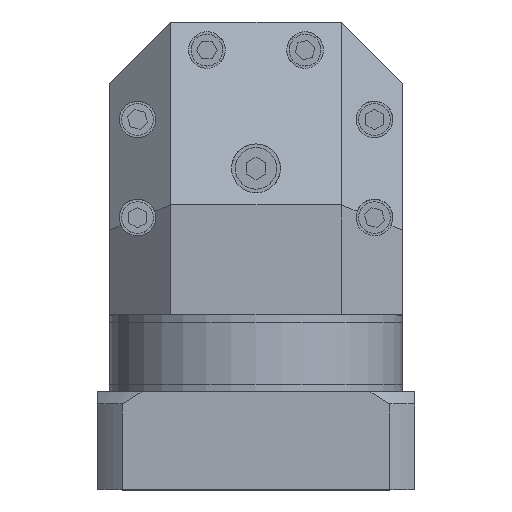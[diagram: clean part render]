
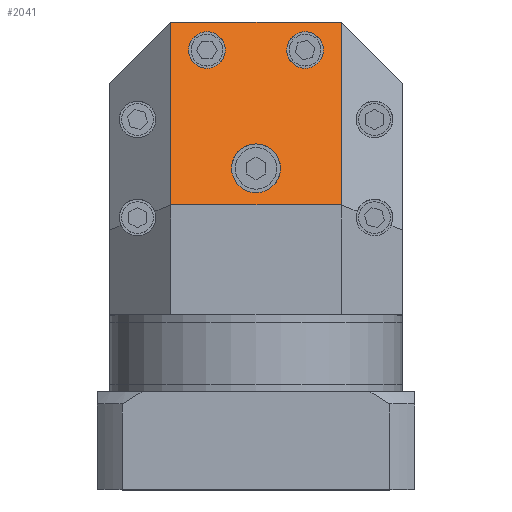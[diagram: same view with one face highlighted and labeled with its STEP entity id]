
A CAD part, top view. The second image highlights one B-rep face of the part: STEP entity #2041.
In plain terms, the highlighted planar face has unit normal (0, 0.707, 0.707).
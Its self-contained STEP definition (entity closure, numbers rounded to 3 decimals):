
#317 = CARTESIAN_POINT ( 'NONE',  ( -35., -15., 60. ) ) ;
#651 = LINE ( 'NONE', #4607, #10907 ) ;
#774 = EDGE_CURVE ( 'NONE', #11887, #7702, #7295, .T. ) ;
#834 = EDGE_CURVE ( 'NONE', #1260, #9348, #651, .T. ) ;
#1026 = CARTESIAN_POINT ( 'NONE',  ( 10., 0., 45. ) ) ;
#1106 = CARTESIAN_POINT ( 'NONE',  ( -10., 0., 45. ) ) ;
#1260 = VERTEX_POINT ( 'NONE', #8178 ) ;
#1333 = CARTESIAN_POINT ( 'NONE',  ( -35., 60., -15. ) ) ;
#1424 =( BOUNDED_CURVE ( )  B_SPLINE_CURVE ( 3, ( #10360, #2460, #5460, #12393 ),
 .UNSPECIFIED., .F., .F. ) 
 B_SPLINE_CURVE_WITH_KNOTS ( ( 4, 4 ),
 ( 4.712, 7.854 ),
 .UNSPECIFIED. ) 
 CURVE ( )  GEOMETRIC_REPRESENTATION_ITEM ( )  RATIONAL_B_SPLINE_CURVE ( ( 1., 0.333, 0.333, 1. ) ) 
 REPRESENTATION_ITEM ( '' )  );
#1620 = ORIENTED_EDGE ( 'NONE', *, *, #774, .F. ) ;
#1728 = LINE ( 'NONE', #8233, #11975 ) ;
#1772 = ORIENTED_EDGE ( 'NONE', *, *, #10159, .F. ) ;
#1927 = CARTESIAN_POINT ( 'NONE',  ( -12.591, 48.504, -3.504 ) ) ;
#1976 = CARTESIAN_POINT ( 'NONE',  ( 12.591, 48.504, -3.504 ) ) ;
#2014 = VERTEX_POINT ( 'NONE', #11415 ) ;
#2041 = ADVANCED_FACE ( 'NONE', ( #12732, #8398, #7773, #10400 ), #7842, .F. ) ;
#2298 = EDGE_CURVE ( 'NONE', #8431, #9670, #9648, .T. ) ;
#2460 = CARTESIAN_POINT ( 'NONE',  ( -27.591, 33.504, 11.496 ) ) ;
#2756 = CARTESIAN_POINT ( 'NONE',  ( 10., -20., 65. ) ) ;
#2895 = VERTEX_POINT ( 'NONE', #1333 ) ;
#3024 = ORIENTED_EDGE ( 'NONE', *, *, #5691, .F. ) ;
#3277 = VERTEX_POINT ( 'NONE', #7066 ) ;
#3279 = DIRECTION ( 'NONE',  ( 0., 0.707, -0.707 ) ) ;
#3478 = CARTESIAN_POINT ( 'NONE',  ( 27.591, 48.504, -3.504 ) ) ;
#3674 = CARTESIAN_POINT ( 'NONE',  ( 27.591, 63.504, -18.504 ) ) ;
#3689 = CARTESIAN_POINT ( 'NONE',  ( 12.591, 63.504, -18.504 ) ) ;
#3699 = CARTESIAN_POINT ( 'NONE',  ( -10., -20., 65. ) ) ;
#3731 = CARTESIAN_POINT ( 'NONE',  ( 12.591, 48.504, -3.504 ) ) ;
#3804 = EDGE_CURVE ( 'NONE', #2895, #3277, #6981, .T. ) ;
#3936 = EDGE_LOOP ( 'NONE', ( #6711, #10750, #10895, #7004 ) ) ;
#4210 = CARTESIAN_POINT ( 'NONE',  ( -60., 60., -15. ) ) ;
#4403 = AXIS2_PLACEMENT_3D ( 'NONE', #4999, #5317, #5124 ) ;
#4607 = CARTESIAN_POINT ( 'NONE',  ( 0., -15., 60. ) ) ;
#4686 = DIRECTION ( 'NONE',  ( -1., 0., 0. ) ) ;
#4946 = CARTESIAN_POINT ( 'NONE',  ( 12.591, 33.504, 11.496 ) ) ;
#4999 = CARTESIAN_POINT ( 'NONE',  ( 0., -15., 60. ) ) ;
#5124 = DIRECTION ( 'NONE',  ( -1., 0., 0. ) ) ;
#5317 = DIRECTION ( 'NONE',  ( 0., -0.707, -0.707 ) ) ;
#5460 = CARTESIAN_POINT ( 'NONE',  ( -12.591, 33.504, 11.496 ) ) ;
#5562 = EDGE_CURVE ( 'NONE', #9670, #8431, #12734, .T. ) ;
#5627 = DIRECTION ( 'NONE',  ( 0., -0.707, 0.707 ) ) ;
#5674 =( BOUNDED_CURVE ( )  B_SPLINE_CURVE ( 3, ( #1927, #5886, #11859, #5933 ),
 .UNSPECIFIED., .F., .F. ) 
 B_SPLINE_CURVE_WITH_KNOTS ( ( 4, 4 ),
 ( 1.571, 4.712 ),
 .UNSPECIFIED. ) 
 CURVE ( )  GEOMETRIC_REPRESENTATION_ITEM ( )  RATIONAL_B_SPLINE_CURVE ( ( 1., 0.333, 0.333, 1. ) ) 
 REPRESENTATION_ITEM ( '' )  );
#5691 = EDGE_CURVE ( 'NONE', #7702, #11887, #8136, .T. ) ;
#5716 = CARTESIAN_POINT ( 'NONE',  ( -10., 0., 45. ) ) ;
#5886 = CARTESIAN_POINT ( 'NONE',  ( -12.591, 63.504, -18.504 ) ) ;
#5933 = CARTESIAN_POINT ( 'NONE',  ( -27.591, 48.504, -3.504 ) ) ;
#6237 = VECTOR ( 'NONE', #5627, 1000. ) ;
#6271 = ORIENTED_EDGE ( 'NONE', *, *, #5562, .F. ) ;
#6428 = VERTEX_POINT ( 'NONE', #9613 ) ;
#6557 = CARTESIAN_POINT ( 'NONE',  ( 10., 0., 45. ) ) ;
#6711 = ORIENTED_EDGE ( 'NONE', *, *, #3804, .F. ) ;
#6953 = CARTESIAN_POINT ( 'NONE',  ( 27.591, 48.504, -3.504 ) ) ;
#6981 = LINE ( 'NONE', #4210, #12576 ) ;
#7004 = ORIENTED_EDGE ( 'NONE', *, *, #7699, .T. ) ;
#7066 = CARTESIAN_POINT ( 'NONE',  ( 35., 60., -15. ) ) ;
#7295 =( BOUNDED_CURVE ( )  B_SPLINE_CURVE ( 3, ( #3478, #3674, #3689, #3731 ),
 .UNSPECIFIED., .F., .T. ) 
 B_SPLINE_CURVE_WITH_KNOTS ( ( 4, 4 ),
 ( 1.571, 4.712 ),
 .UNSPECIFIED. ) 
 CURVE ( )  GEOMETRIC_REPRESENTATION_ITEM ( )  RATIONAL_B_SPLINE_CURVE ( ( 1., 0.333, 0.333, 1. ) ) 
 REPRESENTATION_ITEM ( '' )  );
#7699 = EDGE_CURVE ( 'NONE', #1260, #3277, #1728, .T. ) ;
#7702 = VERTEX_POINT ( 'NONE', #9240 ) ;
#7773 = FACE_BOUND ( 'NONE', #8553, .T. ) ;
#7842 = PLANE ( 'NONE',  #4403 ) ;
#7899 = EDGE_CURVE ( 'NONE', #2895, #9348, #8884, .T. ) ;
#8136 =( BOUNDED_CURVE ( )  B_SPLINE_CURVE ( 3, ( #1976, #4946, #12901, #6953 ),
 .UNSPECIFIED., .F., .T. ) 
 B_SPLINE_CURVE_WITH_KNOTS ( ( 4, 4 ),
 ( 4.712, 7.854 ),
 .UNSPECIFIED. ) 
 CURVE ( )  GEOMETRIC_REPRESENTATION_ITEM ( )  RATIONAL_B_SPLINE_CURVE ( ( 1., 0.333, 0.333, 1. ) ) 
 REPRESENTATION_ITEM ( '' )  );
#8178 = CARTESIAN_POINT ( 'NONE',  ( 35., -15., 60. ) ) ;
#8233 = CARTESIAN_POINT ( 'NONE',  ( 35., -15., 60. ) ) ;
#8398 = FACE_BOUND ( 'NONE', #10933, .T. ) ;
#8431 = VERTEX_POINT ( 'NONE', #6557 ) ;
#8553 = EDGE_LOOP ( 'NONE', ( #9842, #6271 ) ) ;
#8884 = LINE ( 'NONE', #12523, #6237 ) ;
#8973 = CARTESIAN_POINT ( 'NONE',  ( 27.591, 48.504, -3.504 ) ) ;
#9240 = CARTESIAN_POINT ( 'NONE',  ( 12.591, 48.504, -3.504 ) ) ;
#9348 = VERTEX_POINT ( 'NONE', #317 ) ;
#9613 = CARTESIAN_POINT ( 'NONE',  ( -27.591, 48.504, -3.504 ) ) ;
#9648 =( BOUNDED_CURVE ( )  B_SPLINE_CURVE ( 3, ( #1026, #12514, #12103, #1106 ),
 .UNSPECIFIED., .F., .F. ) 
 B_SPLINE_CURVE_WITH_KNOTS ( ( 4, 4 ),
 ( 1.571, 4.712 ),
 .UNSPECIFIED. ) 
 CURVE ( )  GEOMETRIC_REPRESENTATION_ITEM ( )  RATIONAL_B_SPLINE_CURVE ( ( 1., 0.333, 0.333, 1. ) ) 
 REPRESENTATION_ITEM ( '' )  );
#9670 = VERTEX_POINT ( 'NONE', #9834 ) ;
#9711 = CARTESIAN_POINT ( 'NONE',  ( 10., 0., 45. ) ) ;
#9834 = CARTESIAN_POINT ( 'NONE',  ( -10., 0., 45. ) ) ;
#9842 = ORIENTED_EDGE ( 'NONE', *, *, #2298, .F. ) ;
#10159 = EDGE_CURVE ( 'NONE', #2014, #6428, #5674, .T. ) ;
#10360 = CARTESIAN_POINT ( 'NONE',  ( -27.591, 48.504, -3.504 ) ) ;
#10400 = FACE_OUTER_BOUND ( 'NONE', #3936, .T. ) ;
#10750 = ORIENTED_EDGE ( 'NONE', *, *, #7899, .T. ) ;
#10895 = ORIENTED_EDGE ( 'NONE', *, *, #834, .F. ) ;
#10907 = VECTOR ( 'NONE', #4686, 1000. ) ;
#10933 = EDGE_LOOP ( 'NONE', ( #1772, #11086 ) ) ;
#11086 = ORIENTED_EDGE ( 'NONE', *, *, #12704, .F. ) ;
#11164 = DIRECTION ( 'NONE',  ( 1., 0., 0. ) ) ;
#11415 = CARTESIAN_POINT ( 'NONE',  ( -12.591, 48.504, -3.504 ) ) ;
#11531 = EDGE_LOOP ( 'NONE', ( #1620, #3024 ) ) ;
#11859 = CARTESIAN_POINT ( 'NONE',  ( -27.591, 63.504, -18.504 ) ) ;
#11887 = VERTEX_POINT ( 'NONE', #8973 ) ;
#11975 = VECTOR ( 'NONE', #3279, 1000. ) ;
#12103 = CARTESIAN_POINT ( 'NONE',  ( -10., 20., 25. ) ) ;
#12393 = CARTESIAN_POINT ( 'NONE',  ( -12.591, 48.504, -3.504 ) ) ;
#12514 = CARTESIAN_POINT ( 'NONE',  ( 10., 20., 25. ) ) ;
#12523 = CARTESIAN_POINT ( 'NONE',  ( -35., -15., 60. ) ) ;
#12576 = VECTOR ( 'NONE', #11164, 1000. ) ;
#12704 = EDGE_CURVE ( 'NONE', #6428, #2014, #1424, .T. ) ;
#12732 = FACE_BOUND ( 'NONE', #11531, .T. ) ;
#12734 =( BOUNDED_CURVE ( )  B_SPLINE_CURVE ( 3, ( #5716, #3699, #2756, #9711 ),
 .UNSPECIFIED., .F., .T. ) 
 B_SPLINE_CURVE_WITH_KNOTS ( ( 4, 4 ),
 ( 4.712, 7.854 ),
 .UNSPECIFIED. ) 
 CURVE ( )  GEOMETRIC_REPRESENTATION_ITEM ( )  RATIONAL_B_SPLINE_CURVE ( ( 1., 0.333, 0.333, 1. ) ) 
 REPRESENTATION_ITEM ( '' )  );
#12901 = CARTESIAN_POINT ( 'NONE',  ( 27.591, 33.504, 11.496 ) ) ;
